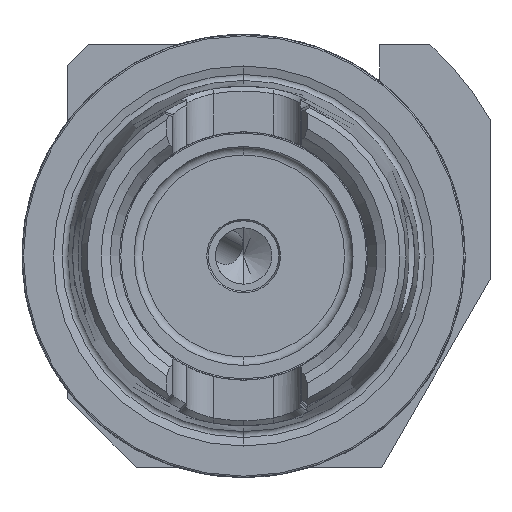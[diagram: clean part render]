
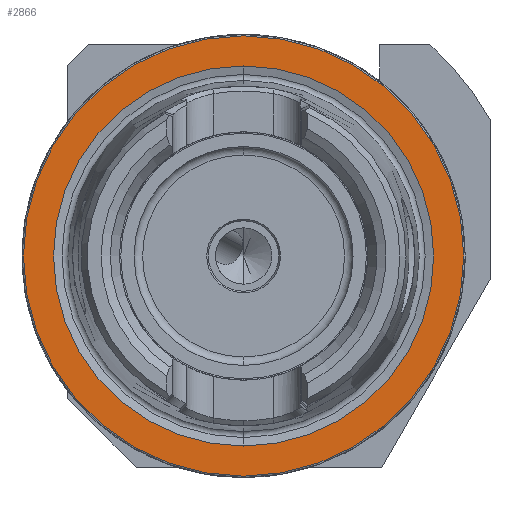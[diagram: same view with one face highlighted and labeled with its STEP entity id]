
A CAD part, left-side view. The second image highlights one B-rep face of the part: STEP entity #2866.
In plain terms, the highlighted planar face has unit normal (-1, 0, 0).
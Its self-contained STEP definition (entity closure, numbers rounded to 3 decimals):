
#295 = DIRECTION ( 'NONE',  ( 0., 0., 1. ) ) ;
#449 = CIRCLE ( 'NONE', #6612, 31.275 ) ;
#783 = DIRECTION ( 'NONE',  ( -1., 0., 0. ) ) ;
#1020 = ORIENTED_EDGE ( 'NONE', *, *, #8379, .T. ) ;
#1425 = EDGE_LOOP ( 'NONE', ( #1020, #7933 ) ) ;
#1598 = VERTEX_POINT ( 'NONE', #4242 ) ;
#1708 = DIRECTION ( 'NONE',  ( 0., 0., 1. ) ) ;
#2187 = CIRCLE ( 'NONE', #11502, 31.275 ) ;
#2866 = ADVANCED_FACE ( 'NONE', ( #5589, #9690 ), #11602, .F. ) ;
#2946 = AXIS2_PLACEMENT_3D ( 'NONE', #7193, #783, #1708 ) ;
#3113 = CARTESIAN_POINT ( 'NONE',  ( 0., 0., 27. ) ) ;
#3926 = DIRECTION ( 'NONE',  ( 0., 0., 1. ) ) ;
#4074 = VERTEX_POINT ( 'NONE', #10005 ) ;
#4241 = CARTESIAN_POINT ( 'NONE',  ( 0., 31.275, 0. ) ) ;
#4242 = CARTESIAN_POINT ( 'NONE',  ( 0., 0., 31.275 ) ) ;
#4479 = ORIENTED_EDGE ( 'NONE', *, *, #6003, .F. ) ;
#4545 = CIRCLE ( 'NONE', #10422, 27. ) ;
#4846 = CARTESIAN_POINT ( 'NONE',  ( 0., 0., 0. ) ) ;
#5589 = FACE_BOUND ( 'NONE', #11788, .T. ) ;
#5763 = DIRECTION ( 'NONE',  ( -1., 0., 0. ) ) ;
#5905 = DIRECTION ( 'NONE',  ( 0., 0., 1. ) ) ;
#6003 = EDGE_CURVE ( 'NONE', #4074, #11323, #7248, .T. ) ;
#6612 = AXIS2_PLACEMENT_3D ( 'NONE', #6833, #7380, #5905 ) ;
#6686 = CARTESIAN_POINT ( 'NONE',  ( 0., 0., 0. ) ) ;
#6833 = CARTESIAN_POINT ( 'NONE',  ( 0., 0., 0. ) ) ;
#7193 = CARTESIAN_POINT ( 'NONE',  ( 0., 0., 0. ) ) ;
#7248 = CIRCLE ( 'NONE', #2946, 27. ) ;
#7305 = ORIENTED_EDGE ( 'NONE', *, *, #9126, .F. ) ;
#7380 = DIRECTION ( 'NONE',  ( -1., 0., 0. ) ) ;
#7933 = ORIENTED_EDGE ( 'NONE', *, *, #10216, .T. ) ;
#8379 = EDGE_CURVE ( 'NONE', #1598, #11427, #2187, .T. ) ;
#8636 = CARTESIAN_POINT ( 'NONE',  ( 0., 0., -31.275 ) ) ;
#8800 = DIRECTION ( 'NONE',  ( 0., 0., -1. ) ) ;
#9126 = EDGE_CURVE ( 'NONE', #11323, #4074, #4545, .T. ) ;
#9690 = FACE_OUTER_BOUND ( 'NONE', #1425, .T. ) ;
#10005 = CARTESIAN_POINT ( 'NONE',  ( 0., 0., -27. ) ) ;
#10216 = EDGE_CURVE ( 'NONE', #11427, #1598, #449, .T. ) ;
#10371 = DIRECTION ( 'NONE',  ( -1., 0., 0. ) ) ;
#10422 = AXIS2_PLACEMENT_3D ( 'NONE', #4846, #10371, #3926 ) ;
#10680 = DIRECTION ( 'NONE',  ( 1., 0., 0. ) ) ;
#11277 = AXIS2_PLACEMENT_3D ( 'NONE', #4241, #10680, #8800 ) ;
#11323 = VERTEX_POINT ( 'NONE', #3113 ) ;
#11427 = VERTEX_POINT ( 'NONE', #8636 ) ;
#11502 = AXIS2_PLACEMENT_3D ( 'NONE', #6686, #5763, #295 ) ;
#11602 = PLANE ( 'NONE',  #11277 ) ;
#11788 = EDGE_LOOP ( 'NONE', ( #7305, #4479 ) ) ;
